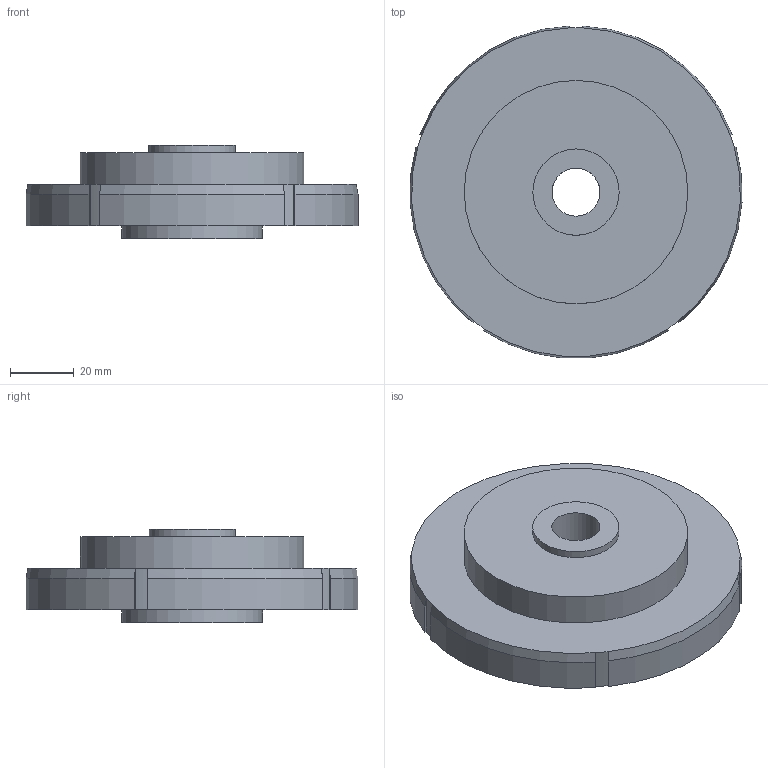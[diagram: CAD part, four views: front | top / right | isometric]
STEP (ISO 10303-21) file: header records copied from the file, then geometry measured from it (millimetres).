
FILE_DESCRIPTION(/* description */ (''),/* implementation_level */ '2;1');
FILE_NAME(/* name */ 'motor2_planetary_gear.stp',/* time_stamp */ '2024-06-29T23:09:57-07:00',/* author */ ('aaron'),/* organization */ (''),/* preprocessor_version */ 'ST-DEVELOPER v19.2',/* originating_system */ 'Autodesk Inventor 2023',/* authorisation */ '');
FILE_SCHEMA (('AUTOMOTIVE_DESIGN { 1 0 10303 214 3 1 1 }'));
Length unit declared in the file: millimetre
Products named in the file (1): main_motor_planet
Bounding box: 103.85 x 103.83 x 29.15 mm (x, y, z)
Volume: 150334.3 mm3; surface area: 25075 mm2
Topology: 1 solids, 1 shells, 34 faces, 77 edges, 48 vertices
Faces by surface type: plane 15, cylinder 14, cone 5
Full cylindrical faces by diameter (mm): 15 x1, 27 x1, 44 x1, 69.9 x1
Entity records: 991 total; most frequent: CARTESIAN_POINT 180, DIRECTION 170, ORIENTED_EDGE 154, EDGE_CURVE 77, AXIS2_PLACEMENT_3D 68, VERTEX_POINT 48, EDGE_LOOP 39, FACE_OUTER_BOUND 34
